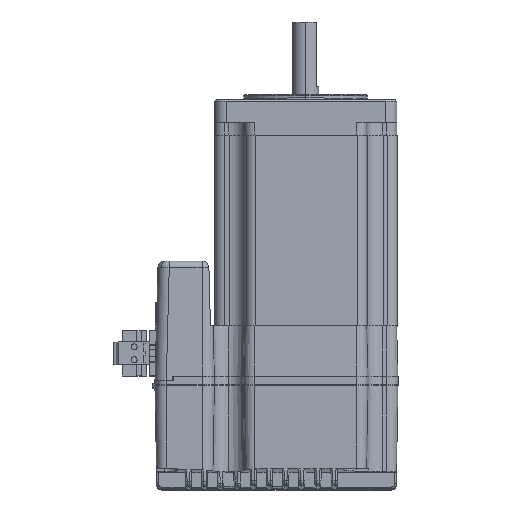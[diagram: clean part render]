
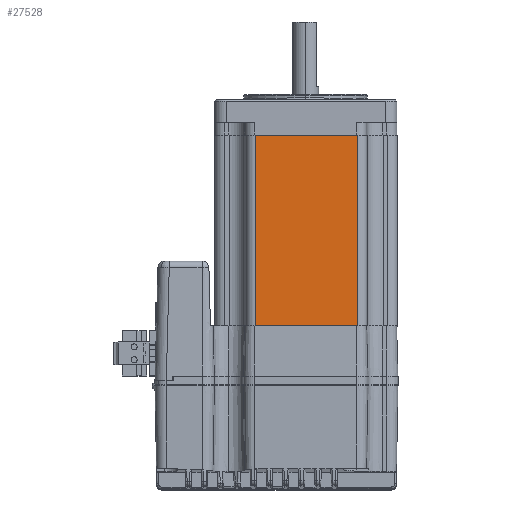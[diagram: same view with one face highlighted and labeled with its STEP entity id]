
A CAD part, top view. The second image highlights one B-rep face of the part: STEP entity #27528.
In plain terms, the highlighted planar face has unit normal (0.001, 0, 1).
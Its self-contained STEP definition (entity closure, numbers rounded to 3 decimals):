
#36 = CARTESIAN_POINT ( 'NONE',  ( -15.226, 10.923, 33.214 ) ) ;
#83 = FACE_OUTER_BOUND ( 'NONE', #135729, .T. ) ;
#6323 = CARTESIAN_POINT ( 'NONE',  ( -15.226, -47.977, 33.214 ) ) ;
#13605 = CARTESIAN_POINT ( 'NONE',  ( -15.226, 10.923, 33.214 ) ) ;
#25891 = VERTEX_POINT ( 'NONE', #31164 ) ;
#27528 = ADVANCED_FACE ( 'NONE', ( #83 ), #206962, .F. ) ;
#31164 = CARTESIAN_POINT ( 'NONE',  ( 16.374, 10.923, 33.175 ) ) ;
#33430 = ORIENTED_EDGE ( 'NONE', *, *, #168034, .F. ) ;
#35223 = DIRECTION ( 'NONE',  ( 0., 1., 0. ) ) ;
#53057 = VECTOR ( 'NONE', #65188, 1000. ) ;
#54765 = LINE ( 'NONE', #134153, #105232 ) ;
#62992 = DIRECTION ( 'NONE',  ( 1., 0., -0.001 ) ) ;
#65188 = DIRECTION ( 'NONE',  ( 0., -1., 0. ) ) ;
#84794 = CARTESIAN_POINT ( 'NONE',  ( 16.374, -47.977, 33.175 ) ) ;
#103353 = ORIENTED_EDGE ( 'NONE', *, *, #144428, .F. ) ;
#105232 = VECTOR ( 'NONE', #155911, 1000. ) ;
#106449 = VERTEX_POINT ( 'NONE', #182958 ) ;
#115021 = DIRECTION ( 'NONE',  ( 0., -1., 0. ) ) ;
#117106 = LINE ( 'NONE', #36, #53057 ) ;
#134153 = CARTESIAN_POINT ( 'NONE',  ( -15.226, -47.977, 33.214 ) ) ;
#135729 = EDGE_LOOP ( 'NONE', ( #275329, #103353, #33430, #217064 ) ) ;
#137417 = VERTEX_POINT ( 'NONE', #6323 ) ;
#144428 = EDGE_CURVE ( 'NONE', #25891, #268946, #153009, .T. ) ;
#148825 = CARTESIAN_POINT ( 'NONE',  ( -15.226, 10.923, 33.214 ) ) ;
#153009 = LINE ( 'NONE', #222579, #261100 ) ;
#155911 = DIRECTION ( 'NONE',  ( 1., 0., -0.001 ) ) ;
#164463 = DIRECTION ( 'NONE',  ( -0.001, 0., -1. ) ) ;
#167041 = AXIS2_PLACEMENT_3D ( 'NONE', #13605, #164463, #35223 ) ;
#168034 = EDGE_CURVE ( 'NONE', #106449, #25891, #261429, .T. ) ;
#182324 = EDGE_CURVE ( 'NONE', #106449, #137417, #117106, .T. ) ;
#182958 = CARTESIAN_POINT ( 'NONE',  ( -15.226, 10.923, 33.214 ) ) ;
#204021 = VECTOR ( 'NONE', #62992, 1000. ) ;
#206962 = PLANE ( 'NONE',  #167041 ) ;
#217064 = ORIENTED_EDGE ( 'NONE', *, *, #182324, .T. ) ;
#222579 = CARTESIAN_POINT ( 'NONE',  ( 16.374, 10.923, 33.175 ) ) ;
#232099 = EDGE_CURVE ( 'NONE', #137417, #268946, #54765, .T. ) ;
#261100 = VECTOR ( 'NONE', #115021, 1000. ) ;
#261429 = LINE ( 'NONE', #148825, #204021 ) ;
#268946 = VERTEX_POINT ( 'NONE', #84794 ) ;
#275329 = ORIENTED_EDGE ( 'NONE', *, *, #232099, .T. ) ;
